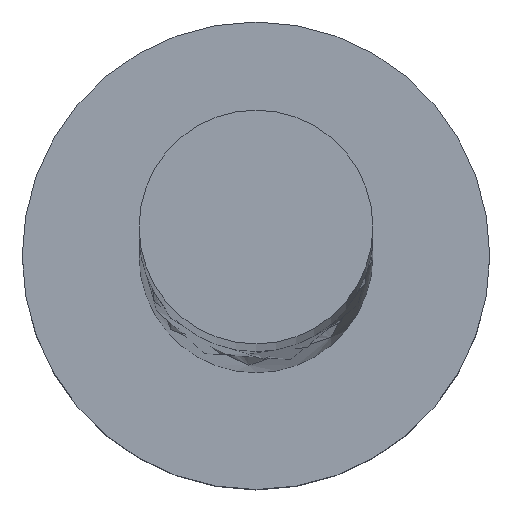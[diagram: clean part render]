
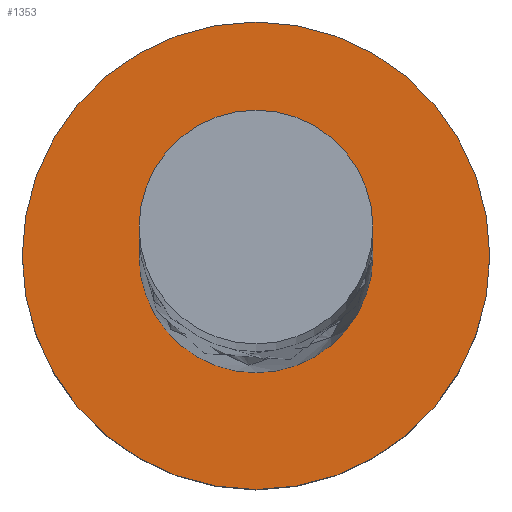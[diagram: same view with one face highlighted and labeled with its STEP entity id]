
A CAD part, top view. The second image highlights one B-rep face of the part: STEP entity #1353.
In plain terms, the highlighted planar face has unit normal (0, 0, 1).
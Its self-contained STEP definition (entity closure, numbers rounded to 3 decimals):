
#29 = DIRECTION ( 'NONE',  ( 0., 0., 1. ) ) ;
#162 = DIRECTION ( 'NONE',  ( 0., 0., 1. ) ) ;
#194 = EDGE_CURVE ( 'NONE', #1165, #763, #607, .T. ) ;
#202 = CARTESIAN_POINT ( 'NONE',  ( -1., 0., 2. ) ) ;
#231 = VERTEX_POINT ( 'NONE', #202 ) ;
#289 = PLANE ( 'NONE',  #1119 ) ;
#324 = EDGE_CURVE ( 'NONE', #1172, #231, #609, .T. ) ;
#405 = FACE_OUTER_BOUND ( 'NONE', #706, .T. ) ;
#425 = DIRECTION ( 'NONE',  ( 1., 0., 0. ) ) ;
#444 = AXIS2_PLACEMENT_3D ( 'NONE', #1354, #162, #880 ) ;
#607 = CIRCLE ( 'NONE', #1105, 2. ) ;
#608 = CARTESIAN_POINT ( 'NONE',  ( 0., 0., 2. ) ) ;
#609 = CIRCLE ( 'NONE', #1136, 1. ) ;
#644 = CIRCLE ( 'NONE', #870, 1. ) ;
#661 = ORIENTED_EDGE ( 'NONE', *, *, #194, .T. ) ;
#706 = EDGE_LOOP ( 'NONE', ( #808, #661 ) ) ;
#713 = ORIENTED_EDGE ( 'NONE', *, *, #1497, .F. ) ;
#758 = EDGE_LOOP ( 'NONE', ( #713, #1236 ) ) ;
#763 = VERTEX_POINT ( 'NONE', #1254 ) ;
#808 = ORIENTED_EDGE ( 'NONE', *, *, #1381, .T. ) ;
#843 = DIRECTION ( 'NONE',  ( 1., 0., 0. ) ) ;
#854 = DIRECTION ( 'NONE',  ( 1., 0., 0. ) ) ;
#870 = AXIS2_PLACEMENT_3D ( 'NONE', #608, #29, #854 ) ;
#880 = DIRECTION ( 'NONE',  ( 1., 0., 0. ) ) ;
#895 = DIRECTION ( 'NONE',  ( 0., 0., 1. ) ) ;
#986 = FACE_BOUND ( 'NONE', #758, .T. ) ;
#1000 = CARTESIAN_POINT ( 'NONE',  ( 0., 0., 2. ) ) ;
#1105 = AXIS2_PLACEMENT_3D ( 'NONE', #1000, #895, #425 ) ;
#1119 = AXIS2_PLACEMENT_3D ( 'NONE', #1201, #1473, #843 ) ;
#1136 = AXIS2_PLACEMENT_3D ( 'NONE', #1272, #1301, #1185 ) ;
#1165 = VERTEX_POINT ( 'NONE', #1515 ) ;
#1172 = VERTEX_POINT ( 'NONE', #1388 ) ;
#1185 = DIRECTION ( 'NONE',  ( 1., 0., 0. ) ) ;
#1201 = CARTESIAN_POINT ( 'NONE',  ( 0., 0., 2. ) ) ;
#1236 = ORIENTED_EDGE ( 'NONE', *, *, #324, .F. ) ;
#1254 = CARTESIAN_POINT ( 'NONE',  ( -2., 0., 2. ) ) ;
#1272 = CARTESIAN_POINT ( 'NONE',  ( 0., 0., 2. ) ) ;
#1301 = DIRECTION ( 'NONE',  ( 0., 0., 1. ) ) ;
#1353 = ADVANCED_FACE ( 'NONE', ( #986, #405 ), #289, .T. ) ;
#1354 = CARTESIAN_POINT ( 'NONE',  ( 0., 0., 2. ) ) ;
#1381 = EDGE_CURVE ( 'NONE', #763, #1165, #1468, .T. ) ;
#1388 = CARTESIAN_POINT ( 'NONE',  ( 1., 0., 2. ) ) ;
#1468 = CIRCLE ( 'NONE', #444, 2. ) ;
#1473 = DIRECTION ( 'NONE',  ( 0., 0., 1. ) ) ;
#1497 = EDGE_CURVE ( 'NONE', #231, #1172, #644, .T. ) ;
#1515 = CARTESIAN_POINT ( 'NONE',  ( 2., 0., 2. ) ) ;
